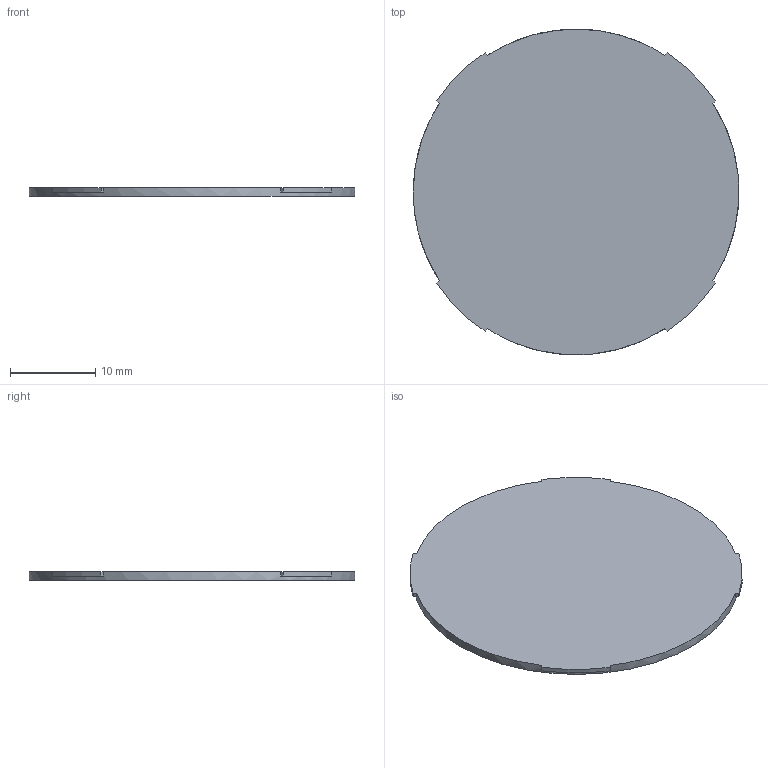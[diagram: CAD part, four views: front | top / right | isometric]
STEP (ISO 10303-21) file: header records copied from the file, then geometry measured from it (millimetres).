
FILE_DESCRIPTION( ('This file contains a STEP AP42 implementation' ,'as created by ZW3D STEP Interface translator.') ,'2;1' );
FILE_NAME( '綴裔.stp' ,'23 326.162657', (''), ('ZWCAD Software Co.'), 'Version 1.0', 'ZW3D to STEP translator', '' );
FILE_SCHEMA(('AUTOMOTIVE_DESIGN'));
Length unit declared in the file: millimetre
Products named in the file (2): 0; 錨璃001
Bounding box: 38.28 x 38.29 x 1 mm (x, y, z)
Volume: 1163.4 mm3; surface area: 2452.2 mm2
Topology: 1 solids, 1 shells, 19 faces, 51 edges, 34 vertices
Faces by surface type: bspline 19
Entity records: 636 total; most frequent: CARTESIAN_POINT 289, ORIENTED_EDGE 102, EDGE_CURVE 51, VERTEX_POINT 34, B_SPLINE_CURVE_WITH_KNOTS 33, EDGE_LOOP 19, FACE_OUTER_BOUND 19, ADVANCED_FACE 19
